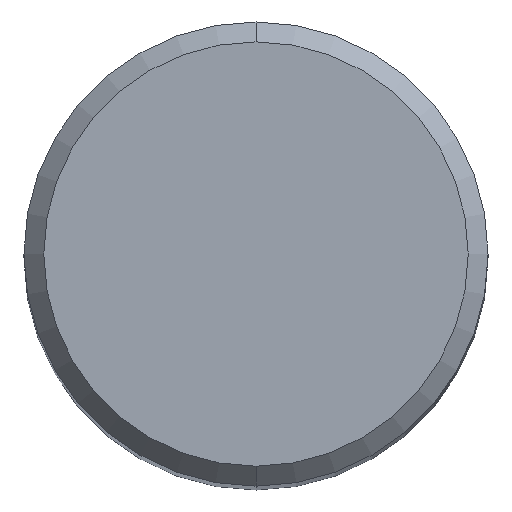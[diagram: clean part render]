
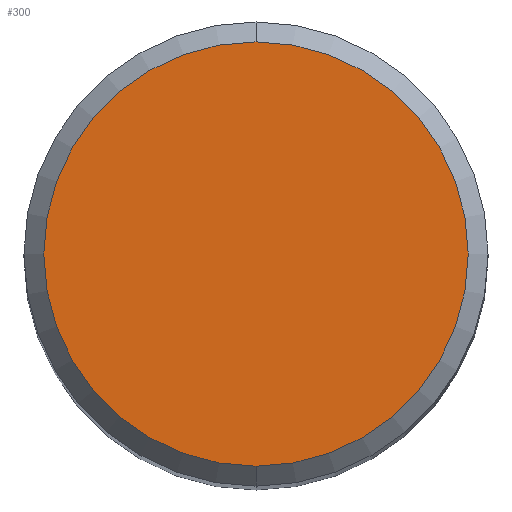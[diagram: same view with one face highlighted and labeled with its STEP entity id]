
A CAD part, top view. The second image highlights one B-rep face of the part: STEP entity #300.
In plain terms, the highlighted planar face has unit normal (0, 0, 1).
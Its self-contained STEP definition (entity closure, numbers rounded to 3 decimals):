
#268=VERTEX_POINT('',#580);
#300=ADVANCED_FACE('',(#615),#616,.T.);
#310=VERTEX_POINT('',#626);
#376=EDGE_CURVE('',#310,#268,#696,.T.);
#450=EDGE_CURVE('',#268,#310,#781,.T.);
#580=CARTESIAN_POINT('',(0.0,6.4,0.0));
#615=FACE_OUTER_BOUND('',#1086,.T.);
#616=PLANE('',#1087);
#626=CARTESIAN_POINT('',(0.,-6.4,0.0));
#696=CIRCLE('',#1289,6.4);
#781=CIRCLE('',#1477,6.4);
#1086=EDGE_LOOP('',(#1639,#1640));
#1087=AXIS2_PLACEMENT_3D('',#1641,#1642,#1643);
#1289=AXIS2_PLACEMENT_3D('',#1712,#1713,#1714);
#1477=AXIS2_PLACEMENT_3D('',#1828,#1829,#1830);
#1639=ORIENTED_EDGE('',*,*,#450,.F.);
#1640=ORIENTED_EDGE('',*,*,#376,.F.);
#1641=CARTESIAN_POINT('',(0.0,3.2,0.0));
#1642=DIRECTION('',(-0.0,0.0,1.0));
#1643=DIRECTION('',(0.0,-1.0,0.0));
#1712=CARTESIAN_POINT('',(0.0,0.0,0.0));
#1713=DIRECTION('',(0.0,0.0,-1.0));
#1714=DIRECTION('',(0.0,1.0,0.0));
#1828=CARTESIAN_POINT('',(0.0,0.0,0.0));
#1829=DIRECTION('',(0.0,0.0,-1.0));
#1830=DIRECTION('',(0.0,1.0,0.0));
